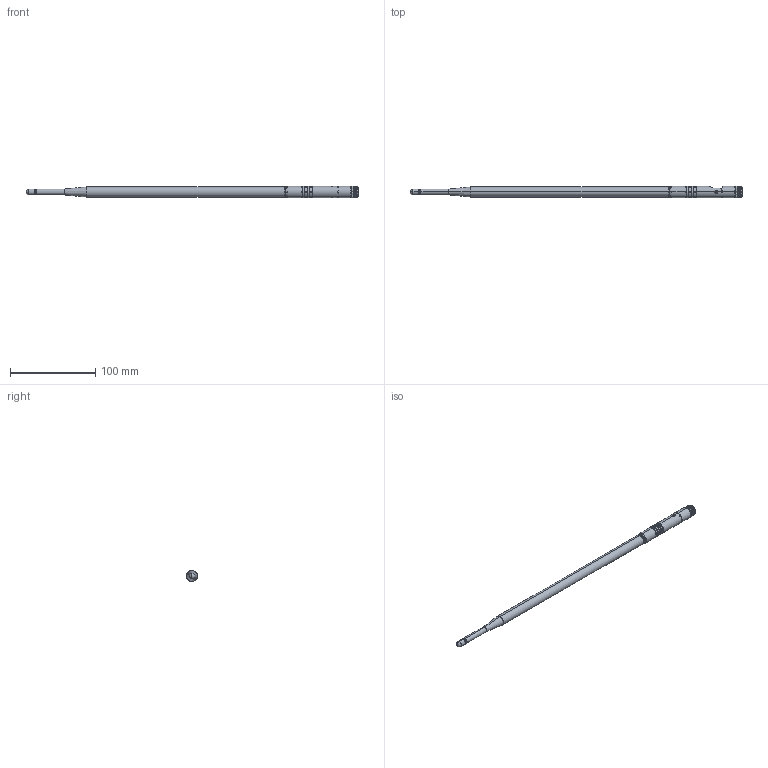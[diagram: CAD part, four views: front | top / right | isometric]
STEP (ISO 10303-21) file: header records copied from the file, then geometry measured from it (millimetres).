
FILE_DESCRIPTION (( 'STEP AP214' ), '1' );
FILE_NAME ('FM51RD1012_3D.step', '2022-12-30T21:01:51', ( '' ), ( '' ), 'SwSTEP 2.0', 'SolidWorks 2022', '' );
FILE_SCHEMA (( 'AUTOMOTIVE_DESIGN' ));
Length unit declared in the file: inch
Products named in the file (3): HG905RD-Head^FM51RD1012; FM51RD1012_3D; HG905RD^FM51RD1012
Assembly tree (2 placements, depth 2):
  FM51RD1012_3D
    HG905RD^FM51RD1012
    HG905RD-Head^FM51RD1012
Bounding box: 390.26 x 13.56 x 13.56 mm (x, y, z)
Volume: 39582.4 mm3; surface area: 15631.6 mm2
Topology: 3 solids, 3 shells, 357 faces, 935 edges, 601 vertices
Faces by surface type: cylinder 174, plane 132, cone 28, torus 17, sphere 6
Entity records: 11351 total; most frequent: CARTESIAN_POINT 2114, DIRECTION 2040, ORIENTED_EDGE 1852, EDGE_CURVE 926, AXIS2_PLACEMENT_3D 765, VERTEX_POINT 598, LINE 510, VECTOR 510
